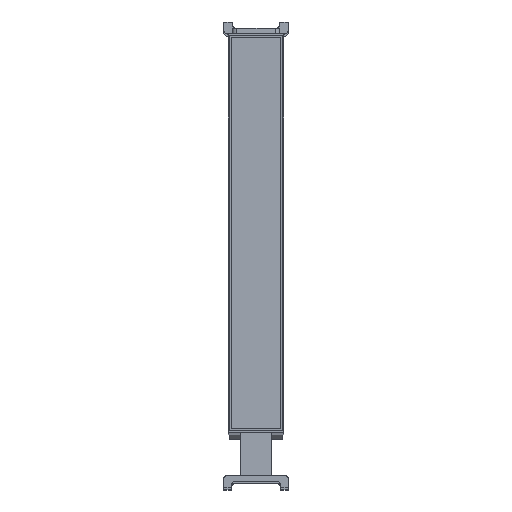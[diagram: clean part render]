
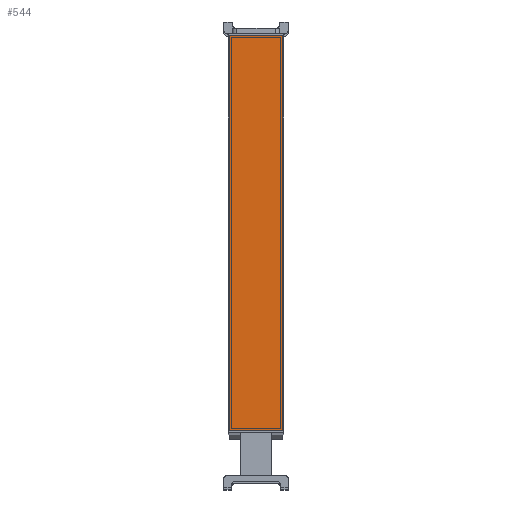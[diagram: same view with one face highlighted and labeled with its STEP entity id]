
A CAD part, top view. The second image highlights one B-rep face of the part: STEP entity #544.
In plain terms, the highlighted planar face has unit normal (0, 0, 1).
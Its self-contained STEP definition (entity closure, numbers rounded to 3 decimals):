
#151 = VECTOR ( 'NONE', #2418, 1000. ) ;
#254 = CARTESIAN_POINT ( 'NONE',  ( 6.8, 45.95, 1.2 ) ) ;
#270 = EDGE_CURVE ( 'NONE', #7180, #483, #1824, .T. ) ;
#295 = DIRECTION ( 'NONE',  ( 1., 0., 0. ) ) ;
#483 = VERTEX_POINT ( 'NONE', #792 ) ;
#544 = ADVANCED_FACE ( 'NONE', ( #6554 ), #5425, .T. ) ;
#792 = CARTESIAN_POINT ( 'NONE',  ( 19.2, -45.95, 1.2 ) ) ;
#823 = ORIENTED_EDGE ( 'NONE', *, *, #7069, .F. ) ;
#1292 = CARTESIAN_POINT ( 'NONE',  ( 19.2, -45.95, 1.2 ) ) ;
#1494 = LINE ( 'NONE', #2018, #2474 ) ;
#1725 = CARTESIAN_POINT ( 'NONE',  ( 19.2, 45.95, 1.2 ) ) ;
#1824 = LINE ( 'NONE', #1725, #151 ) ;
#2005 = ORIENTED_EDGE ( 'NONE', *, *, #2323, .F. ) ;
#2018 = CARTESIAN_POINT ( 'NONE',  ( 6.8, 45.95, 1.2 ) ) ;
#2121 = VERTEX_POINT ( 'NONE', #254 ) ;
#2252 = AXIS2_PLACEMENT_3D ( 'NONE', #4317, #6511, #3674 ) ;
#2323 = EDGE_CURVE ( 'NONE', #2121, #7180, #1494, .T. ) ;
#2418 = DIRECTION ( 'NONE',  ( 0., -1., 0. ) ) ;
#2474 = VECTOR ( 'NONE', #295, 1000. ) ;
#3009 = EDGE_CURVE ( 'NONE', #5854, #2121, #3701, .T. ) ;
#3050 = VECTOR ( 'NONE', #6905, 1000. ) ;
#3183 = ORIENTED_EDGE ( 'NONE', *, *, #3009, .F. ) ;
#3518 = EDGE_LOOP ( 'NONE', ( #6352, #2005, #3183, #823 ) ) ;
#3674 = DIRECTION ( 'NONE',  ( -1., 0., 0. ) ) ;
#3701 = LINE ( 'NONE', #4752, #5054 ) ;
#4317 = CARTESIAN_POINT ( 'NONE',  ( 13., 0., 1.2 ) ) ;
#4639 = LINE ( 'NONE', #1292, #3050 ) ;
#4752 = CARTESIAN_POINT ( 'NONE',  ( 6.8, -45.95, 1.2 ) ) ;
#5054 = VECTOR ( 'NONE', #5975, 1000. ) ;
#5401 = CARTESIAN_POINT ( 'NONE',  ( 19.2, 45.95, 1.2 ) ) ;
#5425 = PLANE ( 'NONE',  #2252 ) ;
#5854 = VERTEX_POINT ( 'NONE', #6186 ) ;
#5975 = DIRECTION ( 'NONE',  ( 0., 1., 0. ) ) ;
#6186 = CARTESIAN_POINT ( 'NONE',  ( 6.8, -45.95, 1.2 ) ) ;
#6352 = ORIENTED_EDGE ( 'NONE', *, *, #270, .F. ) ;
#6511 = DIRECTION ( 'NONE',  ( 0., 0., 1. ) ) ;
#6554 = FACE_OUTER_BOUND ( 'NONE', #3518, .T. ) ;
#6905 = DIRECTION ( 'NONE',  ( -1., 0., 0. ) ) ;
#7069 = EDGE_CURVE ( 'NONE', #483, #5854, #4639, .T. ) ;
#7180 = VERTEX_POINT ( 'NONE', #5401 ) ;
